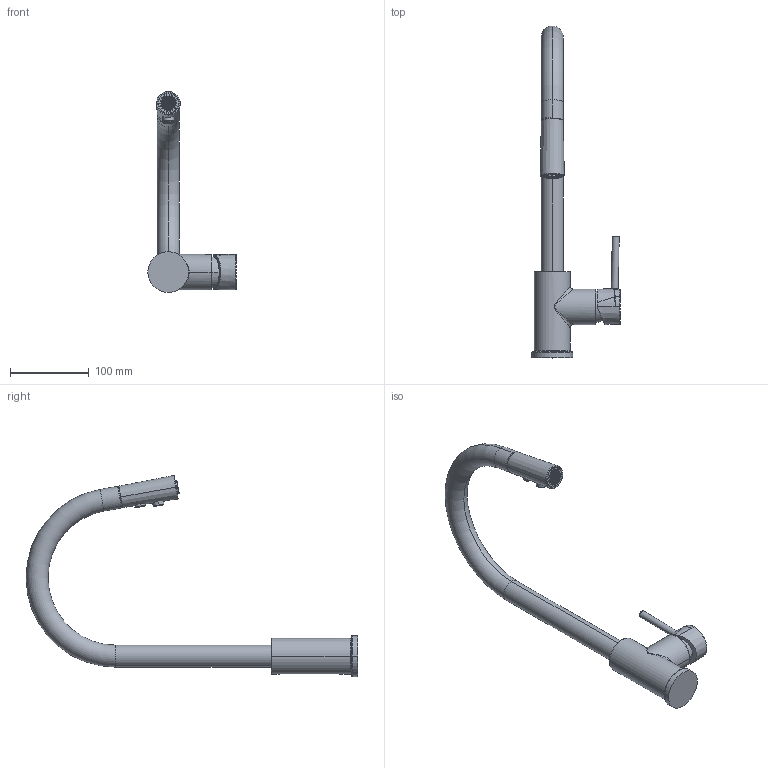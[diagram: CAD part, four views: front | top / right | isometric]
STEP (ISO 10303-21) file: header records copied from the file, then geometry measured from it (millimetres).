
FILE_DESCRIPTION((''),'2;1');
FILE_NAME('8200-5103','2021-04-09T13:58:56',('jinson.thomas'),(''),'CREO PARAMETRIC BY PTC INC, 2018400','CREO PARAMETRIC BY PTC INC, 2018400','');
FILE_SCHEMA(('CONFIG_CONTROL_DESIGN'));
Length unit declared in the file: inch
Products named in the file (1): 8200-5103
Bounding box: 112.36 x 422.35 x 256.03 mm (x, y, z)
Volume: 661217 mm3; surface area: 87301.1 mm2
Topology: 1 solids, 3 shells, 771 faces, 2185 edges, 1426 vertices
Faces by surface type: plane 528, cylinder 81, torus 72, cone 55, bspline 33, sphere 2
Entity records: 29898 total; most frequent: CARTESIAN_POINT 9739, ORIENTED_EDGE 4362, DIRECTION 3811, EDGE_CURVE 2181, VECTOR 1565, LINE 1565, VERTEX_POINT 1426, AXIS2_PLACEMENT_3D 1123
